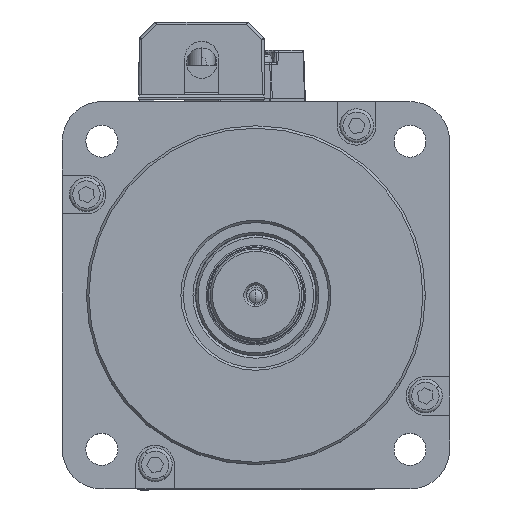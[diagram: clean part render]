
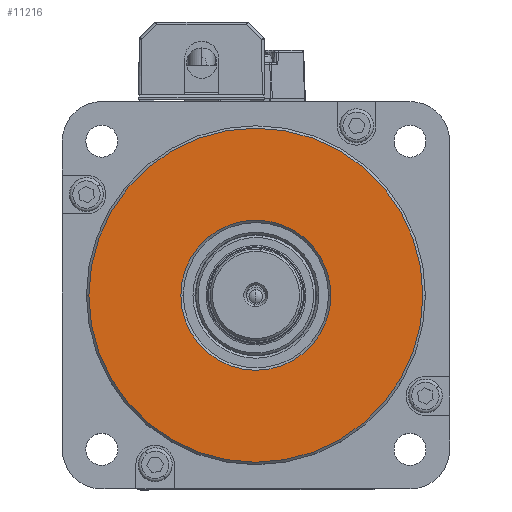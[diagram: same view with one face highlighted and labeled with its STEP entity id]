
A CAD part, top view. The second image highlights one B-rep face of the part: STEP entity #11216.
In plain terms, the highlighted planar face has unit normal (0, 0, 1).
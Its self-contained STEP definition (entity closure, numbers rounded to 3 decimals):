
#114 = DIRECTION ( 'NONE',  ( 1., 0., 0. ) ) ;
#1378 = AXIS2_PLACEMENT_3D ( 'NONE', #11987, #6628, #19171 ) ;
#1796 = FACE_BOUND ( 'NONE', #19593, .T. ) ;
#1839 = AXIS2_PLACEMENT_3D ( 'NONE', #1943, #14486, #3729 ) ;
#1943 = CARTESIAN_POINT ( 'NONE',  ( -1.14, -6.169, 139.3 ) ) ;
#2990 = EDGE_LOOP ( 'NONE', ( #18393, #3898 ) ) ;
#3729 = DIRECTION ( 'NONE',  ( 1., 0., 0. ) ) ;
#3898 = ORIENTED_EDGE ( 'NONE', *, *, #19344, .T. ) ;
#4530 = DIRECTION ( 'NONE',  ( 1., 0., 0. ) ) ;
#4752 = CARTESIAN_POINT ( 'NONE',  ( 33.36, -6.169, 139.3 ) ) ;
#4984 = CARTESIAN_POINT ( 'NONE',  ( -16.64, -6.169, 139.3 ) ) ;
#5991 = FACE_OUTER_BOUND ( 'NONE', #2990, .T. ) ;
#6081 = EDGE_CURVE ( 'NONE', #17356, #6298, #8361, .T. ) ;
#6207 = CARTESIAN_POINT ( 'NONE',  ( -1.14, -6.169, 139.3 ) ) ;
#6228 = DIRECTION ( 'NONE',  ( 0., 0., 1. ) ) ;
#6298 = VERTEX_POINT ( 'NONE', #4752 ) ;
#6628 = DIRECTION ( 'NONE',  ( 0., 0., 1. ) ) ;
#7111 = EDGE_CURVE ( 'NONE', #17393, #20066, #12292, .T. ) ;
#7581 = AXIS2_PLACEMENT_3D ( 'NONE', #21640, #10897, #114 ) ;
#8361 = CIRCLE ( 'NONE', #9356, 34.5 ) ;
#8483 = ORIENTED_EDGE ( 'NONE', *, *, #7111, .T. ) ;
#9356 = AXIS2_PLACEMENT_3D ( 'NONE', #6207, #6228, #4530 ) ;
#9739 = CARTESIAN_POINT ( 'NONE',  ( -1.14, -6.169, 139.3 ) ) ;
#9759 = DIRECTION ( 'NONE',  ( 0., 0., -1. ) ) ;
#10260 = CARTESIAN_POINT ( 'NONE',  ( -35.64, -6.169, 139.3 ) ) ;
#10897 = DIRECTION ( 'NONE',  ( 0., 0., 1. ) ) ;
#10968 = EDGE_CURVE ( 'NONE', #20066, #17393, #11088, .T. ) ;
#11088 = CIRCLE ( 'NONE', #1839, 15.5 ) ;
#11216 = ADVANCED_FACE ( 'NONE', ( #1796, #5991 ), #22741, .T. ) ;
#11987 = CARTESIAN_POINT ( 'NONE',  ( -41.14, -46.169, 139.3 ) ) ;
#12292 = CIRCLE ( 'NONE', #14771, 15.5 ) ;
#14486 = DIRECTION ( 'NONE',  ( 0., 0., -1. ) ) ;
#14771 = AXIS2_PLACEMENT_3D ( 'NONE', #9739, #9759, #15514 ) ;
#15514 = DIRECTION ( 'NONE',  ( 1., 0., 0. ) ) ;
#16129 = CIRCLE ( 'NONE', #7581, 34.5 ) ;
#16854 = CARTESIAN_POINT ( 'NONE',  ( 14.36, -6.169, 139.3 ) ) ;
#17356 = VERTEX_POINT ( 'NONE', #10260 ) ;
#17393 = VERTEX_POINT ( 'NONE', #4984 ) ;
#18081 = ORIENTED_EDGE ( 'NONE', *, *, #10968, .T. ) ;
#18393 = ORIENTED_EDGE ( 'NONE', *, *, #6081, .T. ) ;
#19171 = DIRECTION ( 'NONE',  ( 1., 0., 0. ) ) ;
#19344 = EDGE_CURVE ( 'NONE', #6298, #17356, #16129, .T. ) ;
#19593 = EDGE_LOOP ( 'NONE', ( #18081, #8483 ) ) ;
#20066 = VERTEX_POINT ( 'NONE', #16854 ) ;
#21640 = CARTESIAN_POINT ( 'NONE',  ( -1.14, -6.169, 139.3 ) ) ;
#22741 = PLANE ( 'NONE',  #1378 ) ;
